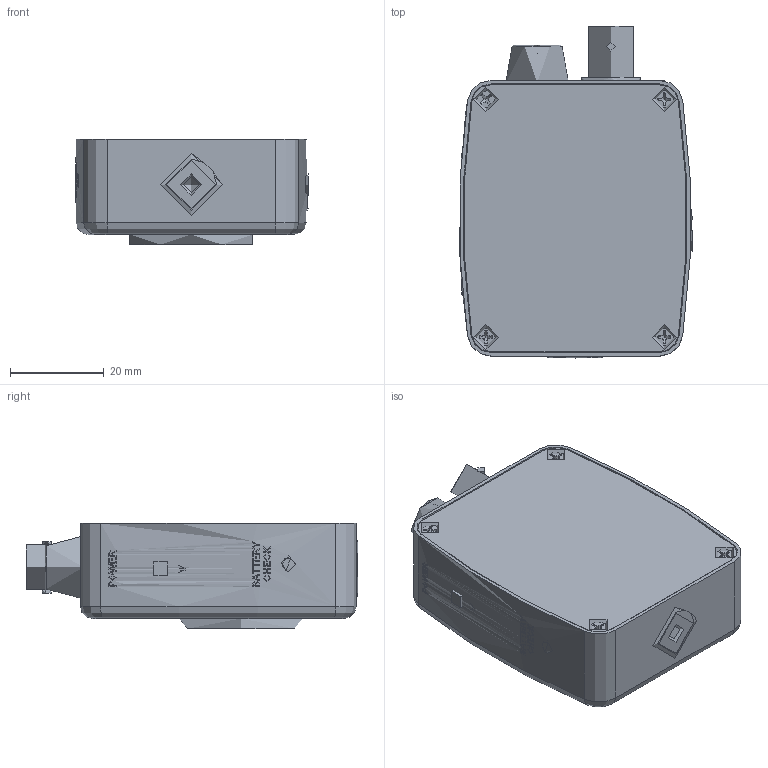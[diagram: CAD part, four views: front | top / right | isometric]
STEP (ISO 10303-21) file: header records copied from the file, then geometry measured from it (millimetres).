
FILE_DESCRIPTION (( 'STEP AP214' ), '1' );
FILE_NAME ('TTN134284-E0W.STEP', '2018-02-07T20:19:56', ( 'admin' ), ( '' ), 'SwSTEP 2.0', 'SolidWorks 2016', '' );
FILE_SCHEMA (( 'AUTOMOTIVE_DESIGN' ));
Length unit declared in the file: inch
Products named in the file (1): TTN134284-E0W
Bounding box: 49.64 x 70.9 x 22.48 mm (x, y, z)
Topology: 117 solids, 117 shells, 2890 faces, 7376 edges, 4837 vertices
Faces by surface type: plane 1748, bspline 504, cylinder 478, cone 109, torus 48, sphere 3
Full cylindrical faces by diameter (mm): 0.2 x1, 0.254 x1, 0.45 x3, 0.5 x2, 0.75 x8, 0.762 x7, 0.813 x6, 0.94 x2, 1.27 x5, 1.3 x2, 1.5 x4, 1.595 x30, 1.6 x1, 1.778 x7, 1.93 x2, 2 x1, 2.184 x4, 2.438 x3, 2.489 x1, 3 x1, 3.099 x1, 3.302 x1, 3.454 x2, 3.5 x1, 3.81 x1, 4.192 x1, 4.242 x3, 4.7 x1, 4.75 x1, 5 x1
Entity records: 151896 total; most frequent: CARTESIAN_POINT 48989, ORIENTED_EDGE 14012, DIRECTION 11363, EDGE_CURVE 7006, VERTEX_POINT 4707, LINE 4637, VECTOR 4637, AXIS2_PLACEMENT_3D 3363
